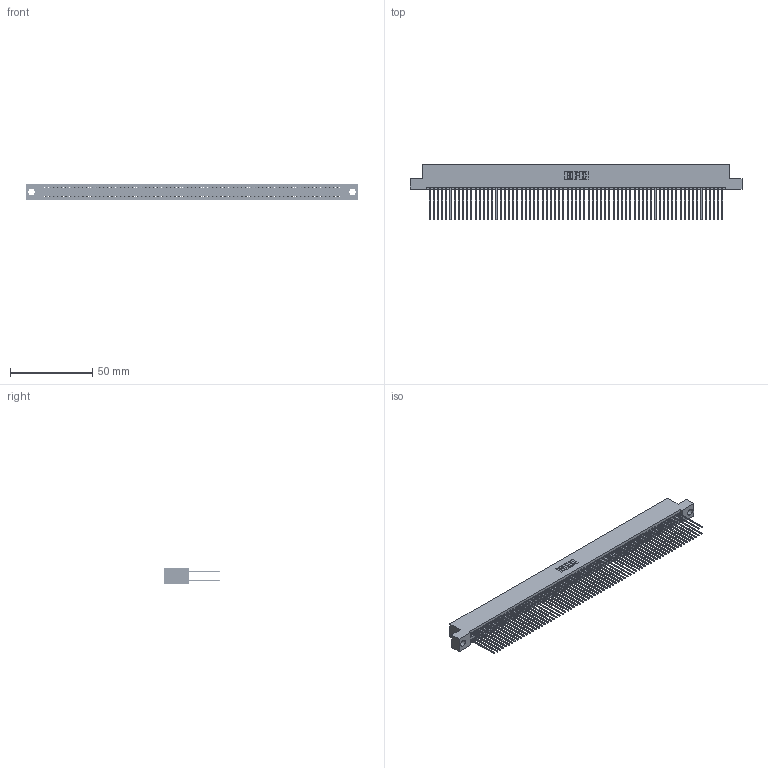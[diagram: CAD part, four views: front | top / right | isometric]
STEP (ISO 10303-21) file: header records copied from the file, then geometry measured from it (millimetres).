
FILE_DESCRIPTION (( 'STEP AP203' ), '1' );
FILE_NAME ('395-142-541-204.STEP', '2018-12-06T02:29:22', ( '' ), ( '' ), 'SwSTEP 2.0', 'SolidWorks 2016', '' );
FILE_SCHEMA (( 'CONFIG_CONTROL_DESIGN' ));
Length unit declared in the file: inch
Products named in the file (3): 395-142-541-204; 345-292-001_345-293-141; 345 Part_Flush Mounting Lugs - 0.156 Dia-TH
Assembly tree (143 placements, depth 2):
  395-142-541-204
    345 Part_Flush Mounting Lugs - 0.156 Dia-TH
    345-292-001_345-293-141  x142
Bounding box: 201.55 x 33.96 x 9.4 mm (x, y, z)
Volume: 20574.7 mm3; surface area: 34619.3 mm2
Topology: 143 solids, 143 shells, 7226 faces, 21499 edges, 14142 vertices
Faces by surface type: plane 4766, cylinder 2460
Entity records: 51825 total; most frequent: CARTESIAN_POINT 8660, ORIENTED_EDGE 8594, DIRECTION 7601, EDGE_CURVE 4297, LINE 3881, VECTOR 3881, VERTEX_POINT 2862, AXIS2_PLACEMENT_3D 1860
